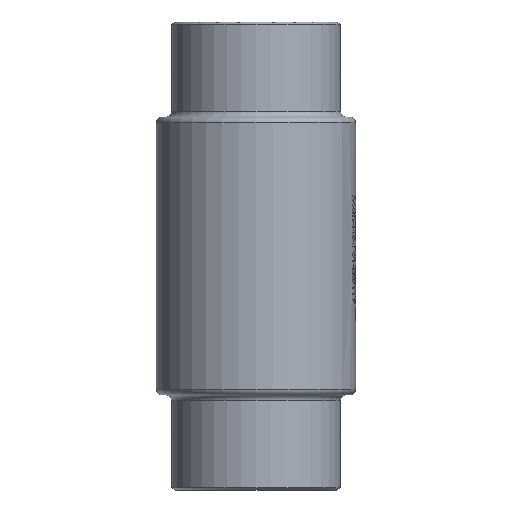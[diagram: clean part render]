
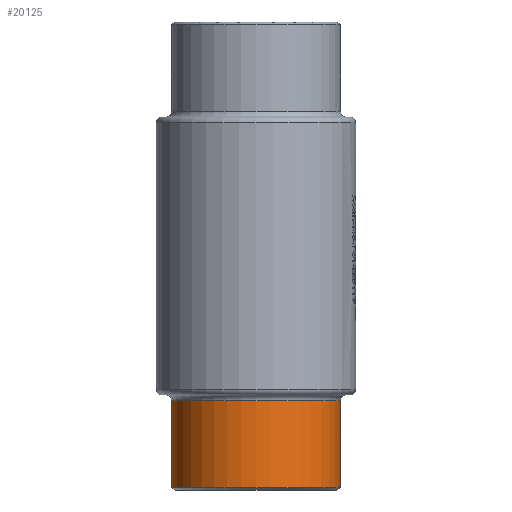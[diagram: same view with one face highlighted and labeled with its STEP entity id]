
A CAD part, front view. The second image highlights one B-rep face of the part: STEP entity #20125.
In plain terms, the highlighted cylindrical face has radius 44.45 mm (diameter 88.9 mm), a partial arc.
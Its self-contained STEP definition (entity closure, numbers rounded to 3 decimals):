
#342 = CARTESIAN_POINT ( 'NONE',  ( 0., 0., -244.73 ) ) ;
#570 = ORIENTED_EDGE ( 'NONE', *, *, #1951, .F. ) ;
#760 = DIRECTION ( 'NONE',  ( 1., 0., 0. ) ) ;
#1567 = VERTEX_POINT ( 'NONE', #4602 ) ;
#1670 = LINE ( 'NONE', #10386, #18029 ) ;
#1951 = EDGE_CURVE ( 'NONE', #22540, #1567, #19841, .T. ) ;
#3572 = DIRECTION ( 'NONE',  ( 0., 0., -1. ) ) ;
#4125 = CARTESIAN_POINT ( 'NONE',  ( 0., 0., -199. ) ) ;
#4602 = CARTESIAN_POINT ( 'NONE',  ( 44.45, 0., -244.73 ) ) ;
#6414 = EDGE_CURVE ( 'NONE', #26413, #21438, #1670, .T. ) ;
#6815 = CIRCLE ( 'NONE', #11353, 44.45 ) ;
#6884 = AXIS2_PLACEMENT_3D ( 'NONE', #23585, #3572, #8458 ) ;
#8154 = ORIENTED_EDGE ( 'NONE', *, *, #6414, .T. ) ;
#8458 = DIRECTION ( 'NONE',  ( 1., 0., 0. ) ) ;
#8979 = CARTESIAN_POINT ( 'NONE',  ( 44.45, 0., -199. ) ) ;
#9066 = DIRECTION ( 'NONE',  ( 0., 0., 1. ) ) ;
#10386 = CARTESIAN_POINT ( 'NONE',  ( -44.45, 0., -246. ) ) ;
#11353 = AXIS2_PLACEMENT_3D ( 'NONE', #342, #9066, #760 ) ;
#12582 = FACE_OUTER_BOUND ( 'NONE', #19977, .T. ) ;
#12845 = DIRECTION ( 'NONE',  ( 1., 0., 0. ) ) ;
#13288 = AXIS2_PLACEMENT_3D ( 'NONE', #4125, #25848, #12845 ) ;
#15978 = CARTESIAN_POINT ( 'NONE',  ( -44.45, 0., -199. ) ) ;
#16241 = EDGE_CURVE ( 'NONE', #22540, #26413, #21036, .T. ) ;
#17688 = CARTESIAN_POINT ( 'NONE',  ( 44.45, 0., -246. ) ) ;
#18029 = VECTOR ( 'NONE', #19088, 1000. ) ;
#19088 = DIRECTION ( 'NONE',  ( 0., 0., -1. ) ) ;
#19784 = VECTOR ( 'NONE', #26272, 1000. ) ;
#19841 = LINE ( 'NONE', #17688, #19784 ) ;
#19977 = EDGE_LOOP ( 'NONE', ( #22695, #8154, #21262, #570 ) ) ;
#20125 = ADVANCED_FACE ( 'NONE', ( #12582 ), #25733, .T. ) ;
#21036 = CIRCLE ( 'NONE', #13288, 44.45 ) ;
#21262 = ORIENTED_EDGE ( 'NONE', *, *, #27094, .T. ) ;
#21438 = VERTEX_POINT ( 'NONE', #21908 ) ;
#21908 = CARTESIAN_POINT ( 'NONE',  ( -44.45, 0., -244.73 ) ) ;
#22540 = VERTEX_POINT ( 'NONE', #8979 ) ;
#22695 = ORIENTED_EDGE ( 'NONE', *, *, #16241, .T. ) ;
#23585 = CARTESIAN_POINT ( 'NONE',  ( 0., 0., -246. ) ) ;
#25733 = CYLINDRICAL_SURFACE ( 'NONE', #6884, 44.45 ) ;
#25848 = DIRECTION ( 'NONE',  ( 0., 0., -1. ) ) ;
#26272 = DIRECTION ( 'NONE',  ( 0., 0., -1. ) ) ;
#26413 = VERTEX_POINT ( 'NONE', #15978 ) ;
#27094 = EDGE_CURVE ( 'NONE', #21438, #1567, #6815, .T. ) ;
